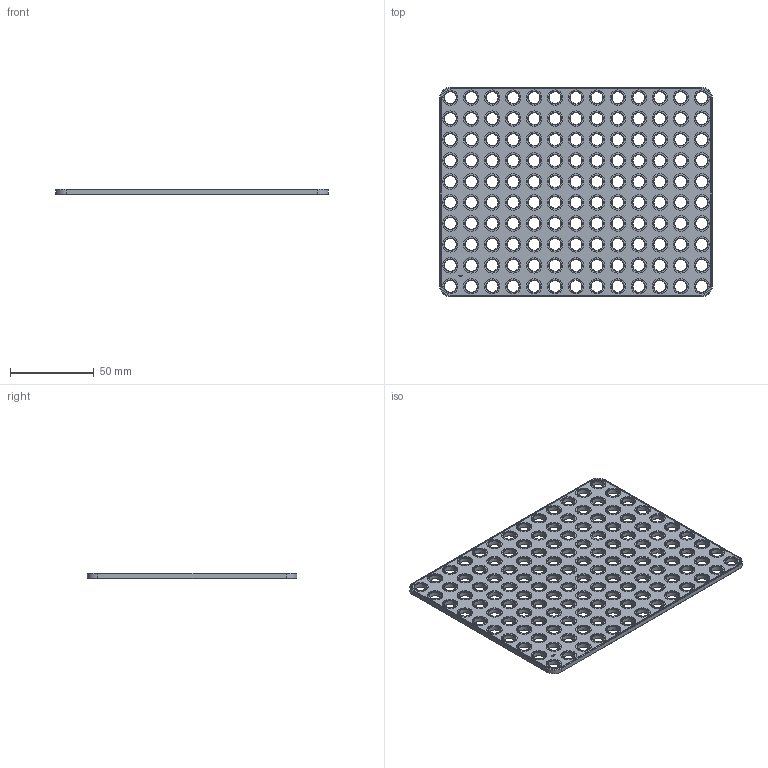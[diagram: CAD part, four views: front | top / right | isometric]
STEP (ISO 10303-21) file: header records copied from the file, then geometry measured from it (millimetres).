
FILE_DESCRIPTION(('FreeCAD Model'),'2;1');
FILE_NAME('Open CASCADE Shape Model','2024-10-08T18:51:16',(''),(''), 'Open CASCADE STEP processor 7.7','FreeCAD','Unknown');
FILE_SCHEMA(('AUTOMOTIVE_DESIGN { 1 0 10303 214 1 1 1 1 }'));
Length unit declared in the file: millimetre
Products named in the file (1): Plate RCT CRNR BU13x10x00.25 - SPN-PLT-0148 (stemfie.org)
Bounding box: 162.5 x 125 x 3.12 mm (x, y, z)
Volume: 45184.5 mm3; surface area: 40940.6 mm2
Topology: 1 solids, 1 shells, 1128 faces, 2610 edges, 1648 vertices
Faces by surface type: plane 466, cylinder 268, cone 268, extrusion 126
Full cylindrical faces by diameter (mm): 7 x130, 9.2 x130
Entity records: 32800 total; most frequent: CARTESIAN_POINT 6419, DIRECTION 5294, ORIENTED_EDGE 5220, EDGE_CURVE 2610, AXIS2_PLACEMENT_3D 1807, VECTOR 1680, VERTEX_POINT 1648, LINE 1554
